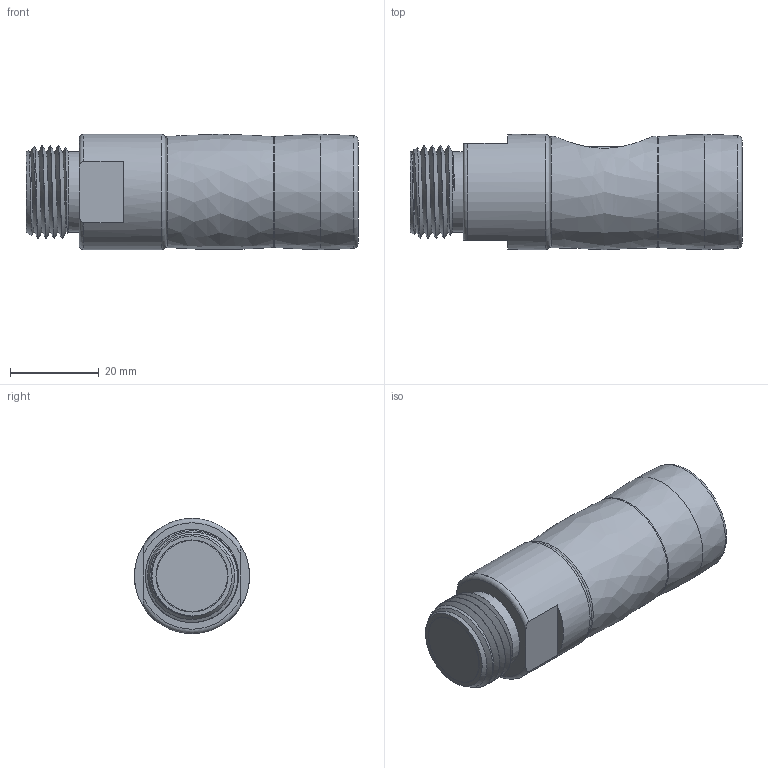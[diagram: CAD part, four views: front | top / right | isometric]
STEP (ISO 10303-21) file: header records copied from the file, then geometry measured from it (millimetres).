
FILE_DESCRIPTION(/* description */ (''),/* implementation_level */ '2;1');
FILE_NAME(/* name */ '26KPAW21APX.stp',/* time_stamp */ '2020-02-14T07:49:37+01:00',/* author */ ('IA176480'),/* organization */ (''),/* preprocessor_version */ 'ST-DEVELOPER v17',/* originating_system */ 'Autodesk Inventor 2019',/* authorisation */ '');
FILE_SCHEMA (('AUTOMOTIVE_DESIGN { 1 0 10303 214 3 1 1 }'));
Length unit declared in the file: millimetre
Products named in the file (1): 26KPAW21APX
Bounding box: 74.9 x 26 x 26 mm (x, y, z)
Volume: 41176.4 mm3; surface area: 25765.6 mm2
Topology: 39 solids, 39 shells, 259 faces, 720 edges, 492 vertices
Faces by surface type: cylinder 86, plane 72, cone 41, sphere 27, torus 18, bspline 15
Full cylindrical faces by diameter (mm): 3.5 x1, 4 x11, 6.5 x1, 6.6 x1, 7 x1, 9.2 x1, 9.4 x1, 9.6 x3, 9.65 x1, 10.1 x2, 11.75 x1, 12.1 x1, 12.25 x1, 12.4 x3, 12.8 x1, 13.6 x1, 14 x1, 14.6 x1, 15 x1, 15.8 x2, 16.275 x1, 16.5 x1, 16.6 x1, 17.8 x1, 17.9 x1, 18.1 x5, 18.2 x2, 21 x12, 21.26 x7, 22 x5
Entity records: 18782 total; most frequent: CARTESIAN_POINT 12329, ORIENTED_EDGE 1334, DIRECTION 1305, EDGE_CURVE 667, AXIS2_PLACEMENT_3D 560, VERTEX_POINT 492, CIRCLE 312, EDGE_LOOP 297
